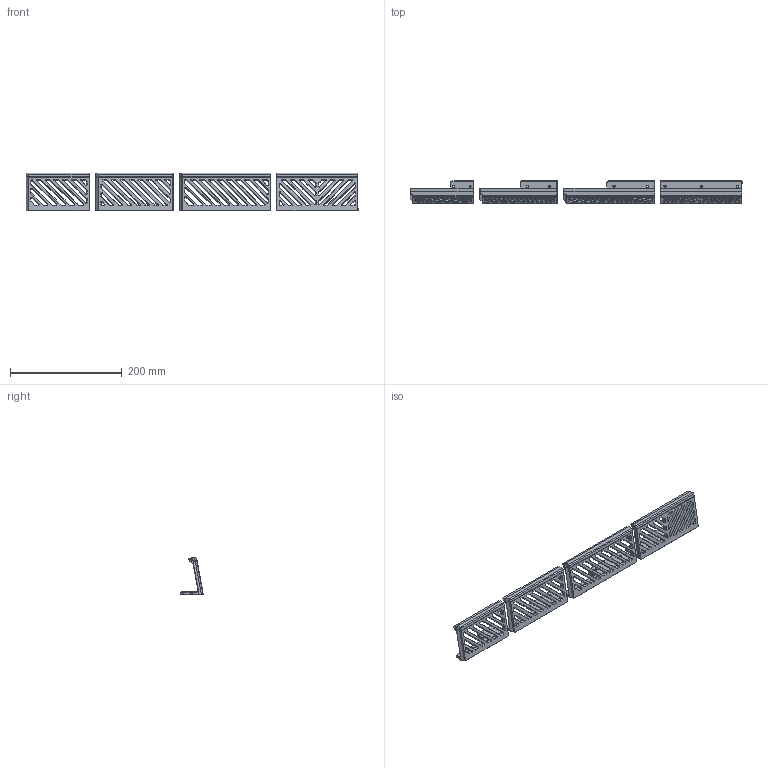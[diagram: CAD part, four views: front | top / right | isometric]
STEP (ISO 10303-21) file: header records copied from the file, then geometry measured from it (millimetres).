
FILE_DESCRIPTION(/* description */ (''),/* implementation_level */ '2;1');
FILE_NAME(/* name */ 'SlottedSkirts.step',/* time_stamp */ '2021-08-19T10:39:23-04:00',/* author */ (''),/* organization */ (''),/* preprocessor_version */ 'ST-DEVELOPER v18.1',/* originating_system */ 'Autodesk Translation Framework v10.9.0.1377',/* authorisation */ '');
FILE_SCHEMA (('AUTOMOTIVE_DESIGN { 1 0 10303 214 3 1 1 }'));
Length unit declared in the file: millimetre
Products named in the file (8): SlottedSkirts; SlottedCenterSkirt; 300SlottedideSkirt; 250SlottedSideSkirt; SideSkirt (1); SideSkirtAccent; 350SlottedSideSkirt; SideSkirt
Assembly tree (7 placements, depth 3):
  SlottedSkirts
    SlottedCenterSkirt
    300SlottedideSkirt
    250SlottedSideSkirt
      SideSkirt (1)
      SideSkirtAccent
    350SlottedSideSkirt
      SideSkirt
Bounding box: 594.58 x 40.12 x 67.11 mm (x, y, z)
Volume: 289295.2 mm3; surface area: 146468.6 mm2
Topology: 8 solids, 8 shells, 1246 faces, 3193 edges, 1948 vertices
Faces by surface type: plane 783, cone 244, cylinder 219
Full cylindrical faces by diameter (mm): 3.4 x9, 4.5 x12, 5 x5, 5.1 x5
Entity records: 37495 total; most frequent: DIRECTION 6535, CARTESIAN_POINT 6402, ORIENTED_EDGE 6386, EDGE_CURVE 3193, LINE 2373, VECTOR 2373, AXIS2_PLACEMENT_3D 2081, VERTEX_POINT 1948
